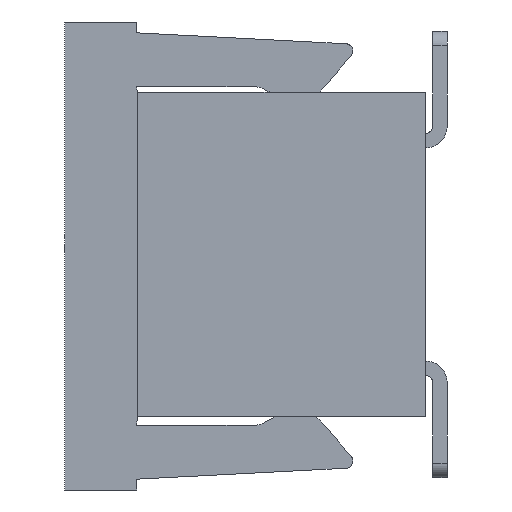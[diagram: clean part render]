
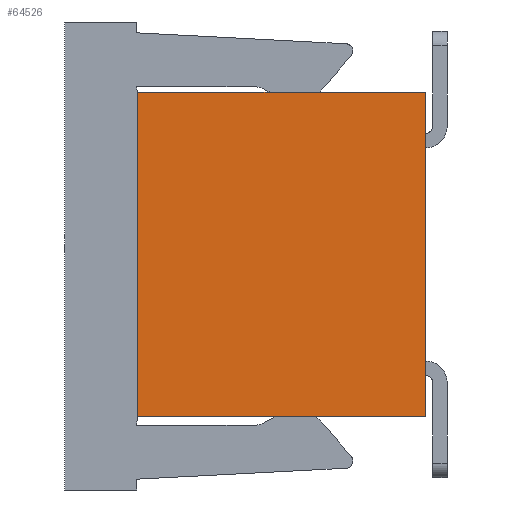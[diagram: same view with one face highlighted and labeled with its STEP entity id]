
A CAD part, left-side view. The second image highlights one B-rep face of the part: STEP entity #64526.
In plain terms, the highlighted planar face has unit normal (-1, 0, 0).
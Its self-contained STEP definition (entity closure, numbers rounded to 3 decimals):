
#856=CARTESIAN_POINT('',(0.,5.,0.));
#857=VERTEX_POINT('',#856);
#864=CARTESIAN_POINT('',(0.,1.,0.));
#865=VERTEX_POINT('',#864);
#866=CARTESIAN_POINT('',(0.,5.,0.));
#867=DIRECTION('',(0.,-1.,0.));
#868=VECTOR('',#867,4.);
#869=LINE('',#866,#868);
#870=EDGE_CURVE('',#857,#865,#869,.T.);
#900=CARTESIAN_POINT('',(0.,5.,-4.5));
#901=VERTEX_POINT('',#900);
#934=CARTESIAN_POINT('',(0.,1.,-4.5));
#935=VERTEX_POINT('',#934);
#942=CARTESIAN_POINT('',(0.,1.,-4.5));
#943=DIRECTION('',(0.,1.,0.));
#944=VECTOR('',#943,4.);
#945=LINE('',#942,#944);
#946=EDGE_CURVE('',#935,#901,#945,.T.);
#1515=CARTESIAN_POINT('',(0.,5.,0.));
#1516=DIRECTION('',(0.,0.,-1.));
#1517=VECTOR('',#1516,4.5);
#1518=LINE('',#1515,#1517);
#1519=EDGE_CURVE('',#857,#901,#1518,.T.);
#64510=CARTESIAN_POINT('',(0.,3.,-2.25));
#64511=DIRECTION('',(0.,0.,1.));
#64512=DIRECTION('',(-1.,0.,0.));
#64513=AXIS2_PLACEMENT_3D('',#64510,#64512,#64511);
#64514=PLANE('',#64513);
#64515=CARTESIAN_POINT('',(0.,1.,-4.5));
#64516=DIRECTION('',(0.,0.,1.));
#64517=VECTOR('',#64516,4.5);
#64518=LINE('',#64515,#64517);
#64519=EDGE_CURVE('',#935,#865,#64518,.T.);
#64520=ORIENTED_EDGE('',*,*,#64519,.T.);
#64521=ORIENTED_EDGE('',*,*,#870,.F.);
#64522=ORIENTED_EDGE('',*,*,#1519,.T.);
#64523=ORIENTED_EDGE('',*,*,#946,.F.);
#64524=EDGE_LOOP('',(#64520,#64521,#64522,#64523));
#64525=FACE_OUTER_BOUND('',#64524,.T.);
#64526=ADVANCED_FACE('',(#64525),#64514,.T.);
